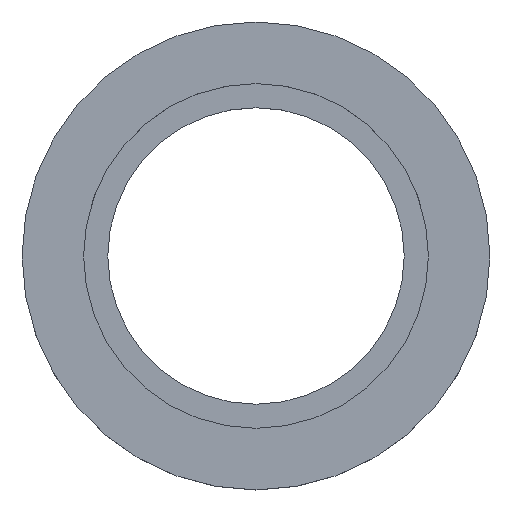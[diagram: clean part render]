
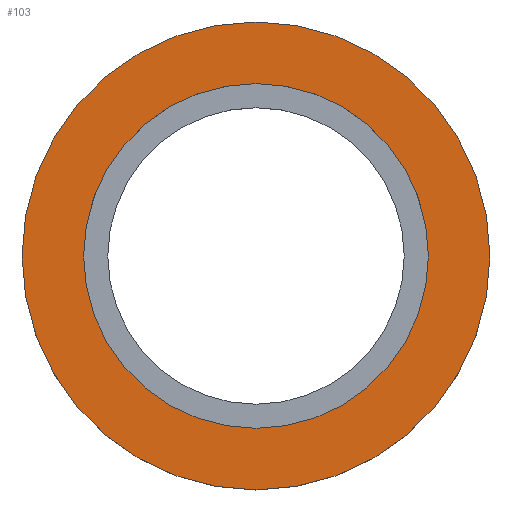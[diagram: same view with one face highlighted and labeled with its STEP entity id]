
A CAD part, top view. The second image highlights one B-rep face of the part: STEP entity #103.
In plain terms, the highlighted planar face has unit normal (0, 0, 1).
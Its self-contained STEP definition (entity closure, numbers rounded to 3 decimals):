
#3 = CARTESIAN_POINT ( 'NONE',  ( -47.5, 0., 0. ) ) ;
#26 = DIRECTION ( 'NONE',  ( 0., 0., 1. ) ) ;
#57 = CARTESIAN_POINT ( 'NONE',  ( 47.5, 0., 0. ) ) ;
#74 = VERTEX_POINT ( 'NONE', #57 ) ;
#103 = ADVANCED_FACE ( 'NONE', ( #598, #592 ), #185, .F. ) ;
#120 = EDGE_CURVE ( 'NONE', #382, #148, #561, .T. ) ;
#130 = ORIENTED_EDGE ( 'NONE', *, *, #428, .T. ) ;
#131 = DIRECTION ( 'NONE',  ( -1., 0., 0. ) ) ;
#148 = VERTEX_POINT ( 'NONE', #153 ) ;
#153 = CARTESIAN_POINT ( 'NONE',  ( 35., 0., 0. ) ) ;
#161 = AXIS2_PLACEMENT_3D ( 'NONE', #573, #179, #131 ) ;
#179 = DIRECTION ( 'NONE',  ( 0., 0., -1. ) ) ;
#185 = PLANE ( 'NONE',  #161 ) ;
#203 = AXIS2_PLACEMENT_3D ( 'NONE', #304, #26, #593 ) ;
#224 = EDGE_CURVE ( 'NONE', #74, #550, #391, .T. ) ;
#243 = CIRCLE ( 'NONE', #521, 35. ) ;
#251 = CIRCLE ( 'NONE', #441, 47.5 ) ;
#258 = CARTESIAN_POINT ( 'NONE',  ( -35., 0., 0. ) ) ;
#266 = DIRECTION ( 'NONE',  ( 1., 0., 0. ) ) ;
#280 = DIRECTION ( 'NONE',  ( 0., 0., 1. ) ) ;
#288 = CARTESIAN_POINT ( 'NONE',  ( 0., 0., 0. ) ) ;
#304 = CARTESIAN_POINT ( 'NONE',  ( 0., 0., 0. ) ) ;
#334 = ORIENTED_EDGE ( 'NONE', *, *, #224, .T. ) ;
#382 = VERTEX_POINT ( 'NONE', #258 ) ;
#391 = CIRCLE ( 'NONE', #397, 47.5 ) ;
#397 = AXIS2_PLACEMENT_3D ( 'NONE', #566, #554, #533 ) ;
#427 = ORIENTED_EDGE ( 'NONE', *, *, #461, .F. ) ;
#428 = EDGE_CURVE ( 'NONE', #550, #74, #251, .T. ) ;
#441 = AXIS2_PLACEMENT_3D ( 'NONE', #485, #481, #472 ) ;
#461 = EDGE_CURVE ( 'NONE', #148, #382, #243, .T. ) ;
#472 = DIRECTION ( 'NONE',  ( 1., 0., 0. ) ) ;
#481 = DIRECTION ( 'NONE',  ( 0., 0., 1. ) ) ;
#485 = CARTESIAN_POINT ( 'NONE',  ( 0., 0., 0. ) ) ;
#492 = EDGE_LOOP ( 'NONE', ( #334, #130 ) ) ;
#498 = EDGE_LOOP ( 'NONE', ( #427, #557 ) ) ;
#521 = AXIS2_PLACEMENT_3D ( 'NONE', #288, #280, #266 ) ;
#533 = DIRECTION ( 'NONE',  ( 1., 0., 0. ) ) ;
#550 = VERTEX_POINT ( 'NONE', #3 ) ;
#554 = DIRECTION ( 'NONE',  ( 0., 0., 1. ) ) ;
#557 = ORIENTED_EDGE ( 'NONE', *, *, #120, .F. ) ;
#561 = CIRCLE ( 'NONE', #203, 35. ) ;
#566 = CARTESIAN_POINT ( 'NONE',  ( 0., 0., 0. ) ) ;
#573 = CARTESIAN_POINT ( 'NONE',  ( 0., 35., 0. ) ) ;
#592 = FACE_OUTER_BOUND ( 'NONE', #492, .T. ) ;
#593 = DIRECTION ( 'NONE',  ( 1., 0., 0. ) ) ;
#598 = FACE_BOUND ( 'NONE', #498, .T. ) ;
